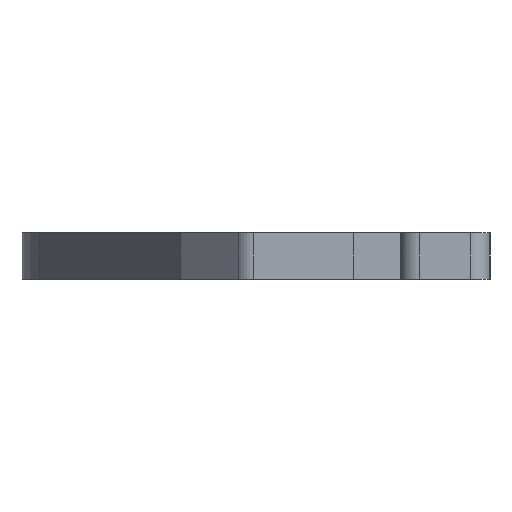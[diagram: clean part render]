
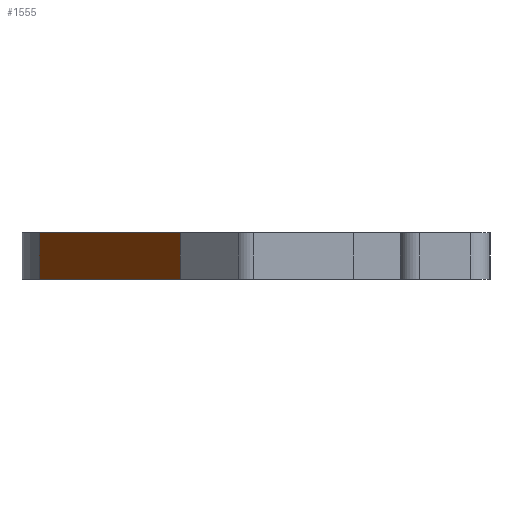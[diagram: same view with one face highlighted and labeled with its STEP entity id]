
A CAD part, left-side view. The second image highlights one B-rep face of the part: STEP entity #1555.
In plain terms, the highlighted planar face has unit normal (-0.362, 0.932, 0).
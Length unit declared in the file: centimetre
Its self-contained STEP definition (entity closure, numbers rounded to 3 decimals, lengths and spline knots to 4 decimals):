
#91=FACE_OUTER_BOUND('',#195,.T.);
#195=EDGE_LOOP('',(#1239,#1240,#1241,#1242));
#258=LINE('',#2138,#460);
#340=LINE('',#2332,#542);
#400=LINE('',#2452,#602);
#402=LINE('',#2456,#604);
#460=VECTOR('',#1738,1.);
#542=VECTOR('',#1856,1.);
#602=VECTOR('',#1946,1.);
#604=VECTOR('',#1952,1.);
#664=VERTEX_POINT('',#2135);
#665=VERTEX_POINT('',#2137);
#758=VERTEX_POINT('',#2329);
#759=VERTEX_POINT('',#2331);
#812=EDGE_CURVE('',#665,#664,#258,.T.);
#909=EDGE_CURVE('',#759,#758,#340,.T.);
#972=EDGE_CURVE('',#759,#664,#400,.T.);
#974=EDGE_CURVE('',#758,#665,#402,.T.);
#1239=ORIENTED_EDGE('',*,*,#972,.F.);
#1240=ORIENTED_EDGE('',*,*,#909,.T.);
#1241=ORIENTED_EDGE('',*,*,#974,.T.);
#1242=ORIENTED_EDGE('',*,*,#812,.T.);
#1487=PLANE('',#1665);
#1555=ADVANCED_FACE('',(#91),#1487,.T.);
#1665=AXIS2_PLACEMENT_3D('',#2455,#1950,#1951);
#1738=DIRECTION('',(0.932,0.362,0.));
#1856=DIRECTION('',(-0.932,-0.362,0.));
#1946=DIRECTION('',(0.,0.,1.));
#1950=DIRECTION('center_axis',(-0.362,0.932,0.));
#1951=DIRECTION('ref_axis',(0.,0.,1.));
#1952=DIRECTION('',(0.,0.,1.));
#2135=CARTESIAN_POINT('',(-3.6569,4.7786,0.6));
#2137=CARTESIAN_POINT('',(-8.3009,2.9723,0.6));
#2138=CARTESIAN_POINT('',(-3.6897,4.7659,0.6));
#2329=CARTESIAN_POINT('',(-8.3009,2.9723,0.));
#2331=CARTESIAN_POINT('',(-3.6569,4.7786,0.));
#2332=CARTESIAN_POINT('',(-3.6897,4.7659,0.));
#2452=CARTESIAN_POINT('',(-3.6569,4.7786,0.));
#2455=CARTESIAN_POINT('Origin',(-5.6949,3.986,0.));
#2456=CARTESIAN_POINT('',(-8.3009,2.9723,0.));
